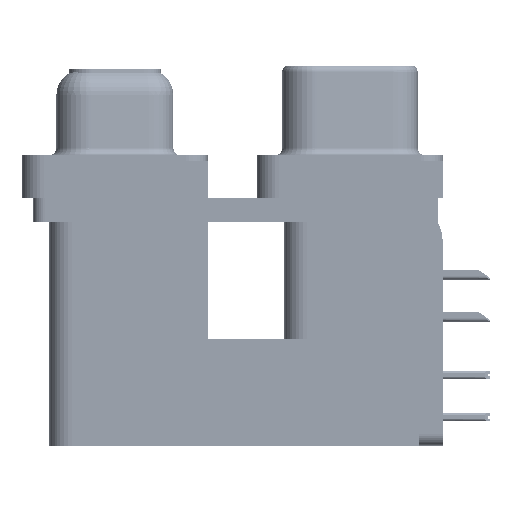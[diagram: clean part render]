
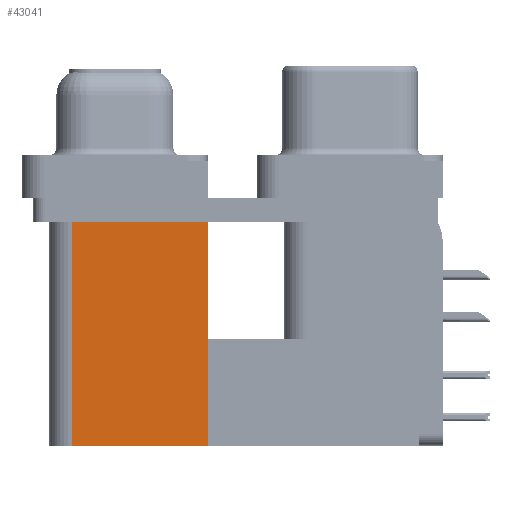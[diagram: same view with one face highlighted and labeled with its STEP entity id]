
A CAD part, left-side view. The second image highlights one B-rep face of the part: STEP entity #43041.
In plain terms, the highlighted planar face has unit normal (-1, 0, 0).
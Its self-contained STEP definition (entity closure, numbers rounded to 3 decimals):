
#1016 = DIRECTION ( 'NONE',  ( 0., 1., 0. ) ) ;
#1570 = EDGE_LOOP ( 'NONE', ( #9507, #5329, #49403, #53878 ) ) ;
#2426 = VERTEX_POINT ( 'NONE', #32596 ) ;
#3412 = CARTESIAN_POINT ( 'NONE',  ( 3.79, 18.8, -2.5 ) ) ;
#5183 = EDGE_CURVE ( 'NONE', #60064, #2426, #47036, .T. ) ;
#5329 = ORIENTED_EDGE ( 'NONE', *, *, #28629, .F. ) ;
#9401 = DIRECTION ( 'NONE',  ( 0., 1., 0. ) ) ;
#9507 = ORIENTED_EDGE ( 'NONE', *, *, #28854, .T. ) ;
#10150 = LINE ( 'NONE', #62261, #50616 ) ;
#11746 = CARTESIAN_POINT ( 'NONE',  ( 3.79, 9.6, -19.2 ) ) ;
#14504 = VECTOR ( 'NONE', #9401, 1000. ) ;
#15540 = CARTESIAN_POINT ( 'NONE',  ( 3.79, 9.6, -2.5 ) ) ;
#15726 = CARTESIAN_POINT ( 'NONE',  ( 3.79, 9.6, -19.2 ) ) ;
#16515 = CARTESIAN_POINT ( 'NONE',  ( 3.79, 9.6, -19.2 ) ) ;
#18617 = VERTEX_POINT ( 'NONE', #26365 ) ;
#18797 = VECTOR ( 'NONE', #56156, 1000. ) ;
#21225 = DIRECTION ( 'NONE',  ( 1., 0., 0. ) ) ;
#25923 = DIRECTION ( 'NONE',  ( 0., 0., 1. ) ) ;
#26365 = CARTESIAN_POINT ( 'NONE',  ( 3.79, 18.8, -19.2 ) ) ;
#28629 = EDGE_CURVE ( 'NONE', #18617, #65088, #10150, .T. ) ;
#28854 = EDGE_CURVE ( 'NONE', #2426, #65088, #57365, .T. ) ;
#29003 = AXIS2_PLACEMENT_3D ( 'NONE', #15726, #21225, #1016 ) ;
#32596 = CARTESIAN_POINT ( 'NONE',  ( 3.79, 9.6, -2.5 ) ) ;
#35258 = CARTESIAN_POINT ( 'NONE',  ( 3.79, 9.6, -19.2 ) ) ;
#36433 = DIRECTION ( 'NONE',  ( 0., 0., 1. ) ) ;
#37439 = EDGE_CURVE ( 'NONE', #60064, #18617, #61308, .T. ) ;
#43041 = ADVANCED_FACE ( 'NONE', ( #63026 ), #48255, .F. ) ;
#47036 = LINE ( 'NONE', #16515, #52088 ) ;
#48255 = PLANE ( 'NONE',  #29003 ) ;
#49403 = ORIENTED_EDGE ( 'NONE', *, *, #37439, .F. ) ;
#50616 = VECTOR ( 'NONE', #25923, 1000. ) ;
#52088 = VECTOR ( 'NONE', #36433, 1000. ) ;
#53878 = ORIENTED_EDGE ( 'NONE', *, *, #5183, .T. ) ;
#56156 = DIRECTION ( 'NONE',  ( 0., 1., 0. ) ) ;
#57365 = LINE ( 'NONE', #15540, #14504 ) ;
#60064 = VERTEX_POINT ( 'NONE', #11746 ) ;
#61308 = LINE ( 'NONE', #35258, #18797 ) ;
#62261 = CARTESIAN_POINT ( 'NONE',  ( 3.79, 18.8, -19.2 ) ) ;
#63026 = FACE_OUTER_BOUND ( 'NONE', #1570, .T. ) ;
#65088 = VERTEX_POINT ( 'NONE', #3412 ) ;
